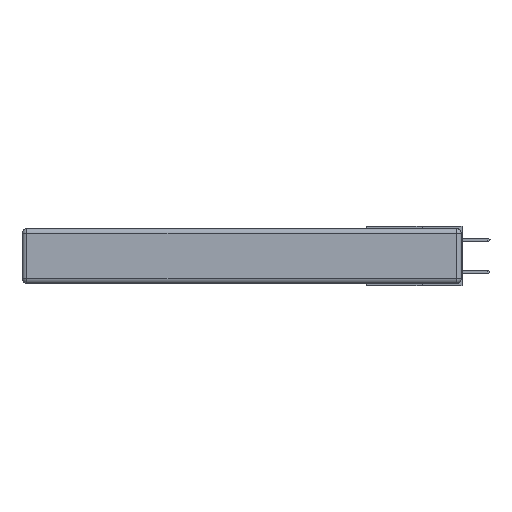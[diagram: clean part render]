
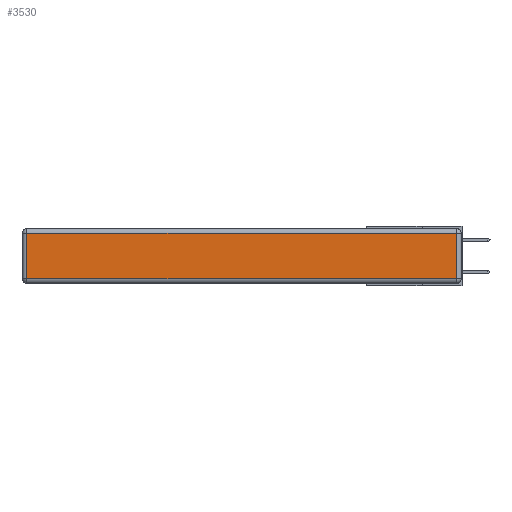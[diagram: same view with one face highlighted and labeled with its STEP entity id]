
A CAD part, left-side view. The second image highlights one B-rep face of the part: STEP entity #3530.
In plain terms, the highlighted planar face has unit normal (-1, 0, 0).
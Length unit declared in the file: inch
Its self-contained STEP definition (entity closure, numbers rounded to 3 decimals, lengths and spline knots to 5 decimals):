
#182 = CARTESIAN_POINT ( 'NONE',  ( 0., 0.03, -0.313 ) ) ;
#299 = EDGE_CURVE ( 'NONE', #20408, #6920, #15353, .T. ) ;
#890 = CARTESIAN_POINT ( 'NONE',  ( 0., 0., -0.313 ) ) ;
#1422 = VECTOR ( 'NONE', #21022, 39.37008 ) ;
#1889 = LINE ( 'NONE', #10684, #21483 ) ;
#3530 = ADVANCED_FACE ( 'NONE', ( #11886 ), #8244, .T. ) ;
#3564 = DIRECTION ( 'NONE',  ( 0., 0., 1. ) ) ;
#3718 = EDGE_CURVE ( 'NONE', #5253, #12898, #9661, .T. ) ;
#4707 = DIRECTION ( 'NONE',  ( -1., 0., 0. ) ) ;
#4922 = EDGE_LOOP ( 'NONE', ( #18250, #7520, #4998, #7677 ) ) ;
#4998 = ORIENTED_EDGE ( 'NONE', *, *, #299, .T. ) ;
#5253 = VERTEX_POINT ( 'NONE', #6666 ) ;
#5492 = CARTESIAN_POINT ( 'NONE',  ( 0., 2.75, -0.03 ) ) ;
#6035 = LINE ( 'NONE', #8122, #9138 ) ;
#6046 = VECTOR ( 'NONE', #20695, 39.37008 ) ;
#6666 = CARTESIAN_POINT ( 'NONE',  ( 0., 2.72, -0.313 ) ) ;
#6920 = VERTEX_POINT ( 'NONE', #18390 ) ;
#7520 = ORIENTED_EDGE ( 'NONE', *, *, #9907, .T. ) ;
#7677 = ORIENTED_EDGE ( 'NONE', *, *, #9725, .T. ) ;
#8122 = CARTESIAN_POINT ( 'NONE',  ( 0., 2.72, -0.343 ) ) ;
#8244 = PLANE ( 'NONE',  #11622 ) ;
#9138 = VECTOR ( 'NONE', #15525, 39.37008 ) ;
#9661 = LINE ( 'NONE', #890, #6046 ) ;
#9725 = EDGE_CURVE ( 'NONE', #6920, #5253, #6035, .T. ) ;
#9907 = EDGE_CURVE ( 'NONE', #12898, #20408, #1889, .T. ) ;
#10003 = DIRECTION ( 'NONE',  ( 0., 0., 1. ) ) ;
#10684 = CARTESIAN_POINT ( 'NONE',  ( 0., 0.03, -0.343 ) ) ;
#11622 = AXIS2_PLACEMENT_3D ( 'NONE', #20752, #4707, #10003 ) ;
#11886 = FACE_OUTER_BOUND ( 'NONE', #4922, .T. ) ;
#12898 = VERTEX_POINT ( 'NONE', #182 ) ;
#15353 = LINE ( 'NONE', #5492, #1422 ) ;
#15525 = DIRECTION ( 'NONE',  ( 0., 0., -1. ) ) ;
#18250 = ORIENTED_EDGE ( 'NONE', *, *, #3718, .T. ) ;
#18390 = CARTESIAN_POINT ( 'NONE',  ( 0., 2.72, -0.03 ) ) ;
#20408 = VERTEX_POINT ( 'NONE', #22336 ) ;
#20695 = DIRECTION ( 'NONE',  ( 0., -1., 0. ) ) ;
#20752 = CARTESIAN_POINT ( 'NONE',  ( 0., 0., -0.343 ) ) ;
#21022 = DIRECTION ( 'NONE',  ( 0., 1., 0. ) ) ;
#21483 = VECTOR ( 'NONE', #3564, 39.37008 ) ;
#22336 = CARTESIAN_POINT ( 'NONE',  ( 0., 0.03, -0.03 ) ) ;
